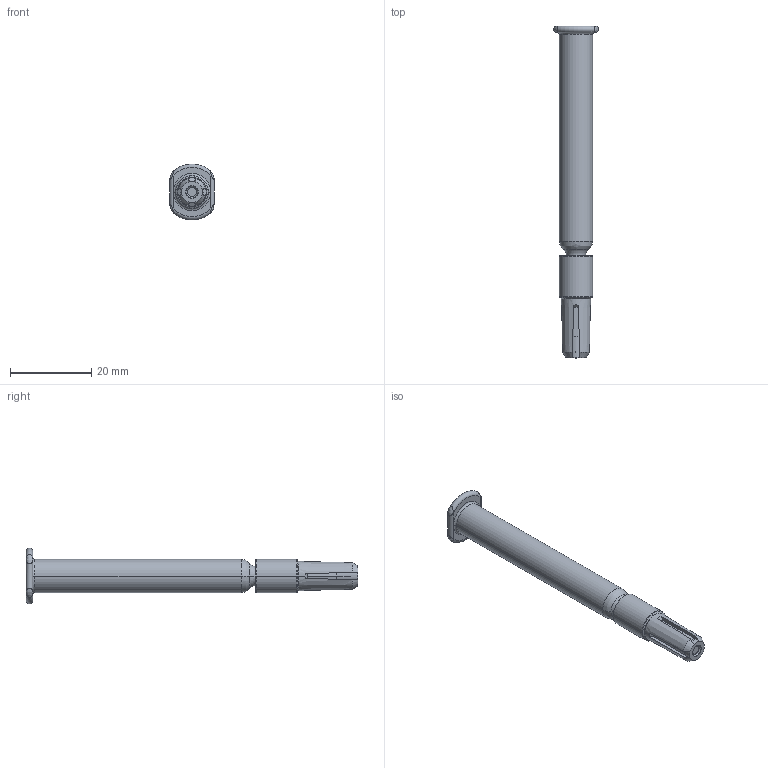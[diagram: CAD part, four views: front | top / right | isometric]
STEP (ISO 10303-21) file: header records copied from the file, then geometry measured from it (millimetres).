
FILE_DESCRIPTION((''),'2;1');
FILE_NAME('20-340-41_ASM','2023-03-20T08:58:39',('ZKHO'),('Device R&D - Novo Nordisk'),'CREO PARAMETRIC BY PTC INC, 2020281','CREO PARAMETRIC BY PTC INC, 2020281','');
FILE_SCHEMA(('CONFIG_CONTROL_DESIGN','SHAPE_APPEARANCE_LAYERS_GROUPS'));
Length unit declared in the file: millimetre
Products named in the file (7): SYRINGE_1ML; NEEDLE_G25; HARD_NEEDLE_CAP; RUBBER_NEEDLE_SHIELD; NEEDLE_SHIELD_ASM; 21-032-06_REDUCED_DIA; 20-340-41_ASM
Assembly tree (6 placements, depth 3):
  20-340-41_ASM
    SYRINGE_1ML
    NEEDLE_G25
    NEEDLE_SHIELD_ASM
      HARD_NEEDLE_CAP
      RUBBER_NEEDLE_SHIELD
    21-032-06_REDUCED_DIA
Bounding box: 11 x 81.7 x 13.76 mm (x, y, z)
Volume: 2409.2 mm3; surface area: 4949.7 mm2
Topology: 5 solids, 5 shells, 228 faces, 513 edges, 301 vertices
Faces by surface type: torus 56, cylinder 52, plane 44, cone 40, bspline 32, revolution 2, sphere 2
Entity records: 10903 total; most frequent: CARTESIAN_POINT 4620, DIRECTION 1089, ORIENTED_EDGE 1018, EDGE_CURVE 509, AXIS2_PLACEMENT_3D 488, PRESENTATION_STYLE_ASSIGNMENT 346, STYLED_ITEM 346, CURVE_STYLE 342
